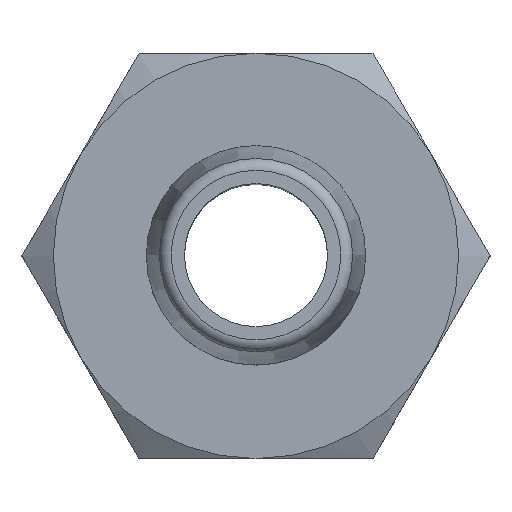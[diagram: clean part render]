
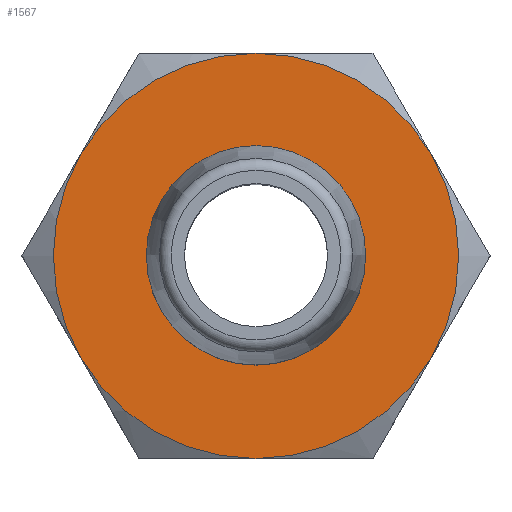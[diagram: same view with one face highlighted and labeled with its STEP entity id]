
A CAD part, top view. The second image highlights one B-rep face of the part: STEP entity #1567.
In plain terms, the highlighted face is planar.
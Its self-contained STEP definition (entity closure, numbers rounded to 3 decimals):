
#720=PLANE('',#1481);
#756=ORIENTED_EDGE('',*,*,#941,.F.);
#757=ORIENTED_EDGE('',*,*,#942,.F.);
#758=ORIENTED_EDGE('',*,*,#943,.F.);
#759=ORIENTED_EDGE('',*,*,#944,.F.);
#760=ORIENTED_EDGE('',*,*,#945,.F.);
#761=ORIENTED_EDGE('',*,*,#946,.F.);
#762=ORIENTED_EDGE('',*,*,#940,.F.);
#866=CIRCLE('',#1480,4.);
#867=CIRCLE('',#1482,8.5);
#868=CIRCLE('',#1483,8.5);
#869=CIRCLE('',#1484,8.5);
#870=CIRCLE('',#1485,8.5);
#871=CIRCLE('',#1486,8.5);
#872=CIRCLE('',#1487,8.5);
#897=VERTEX_POINT('',#1349);
#898=VERTEX_POINT('',#1352);
#899=VERTEX_POINT('',#1353);
#900=VERTEX_POINT('',#1355);
#901=VERTEX_POINT('',#1357);
#902=VERTEX_POINT('',#1359);
#903=VERTEX_POINT('',#1361);
#940=EDGE_CURVE('',#897,#897,#866,.T.);
#941=EDGE_CURVE('',#898,#899,#867,.T.);
#942=EDGE_CURVE('',#900,#898,#868,.T.);
#943=EDGE_CURVE('',#901,#900,#869,.T.);
#944=EDGE_CURVE('',#902,#901,#870,.T.);
#945=EDGE_CURVE('',#903,#902,#871,.T.);
#946=EDGE_CURVE('',#899,#903,#872,.T.);
#1013=EDGE_LOOP('',(#756,#757,#758,#759,#760,#761));
#1014=EDGE_LOOP('',(#762));
#1071=FACE_BOUND('',#1013,.T.);
#1072=FACE_BOUND('',#1014,.T.);
#1161=DIRECTION('',(0.,1.,0.));
#1162=DIRECTION('',(4.,0.,0.));
#1163=DIRECTION('',(0.,1.,0.));
#1164=DIRECTION('',(1.,0.,0.));
#1165=DIRECTION('',(0.,-1.,0.));
#1166=DIRECTION('',(0.,0.,8.5));
#1167=DIRECTION('',(0.,-1.,0.));
#1168=DIRECTION('',(7.361,0.,4.25));
#1169=DIRECTION('',(0.,-1.,0.));
#1170=DIRECTION('',(7.361,0.,-4.25));
#1171=DIRECTION('',(0.,-1.,0.));
#1172=DIRECTION('',(0.,0.,-8.5));
#1173=DIRECTION('',(0.,-1.,0.));
#1174=DIRECTION('',(-7.361,0.,-4.25));
#1175=DIRECTION('',(0.,-1.,0.));
#1176=DIRECTION('',(-7.361,0.,4.25));
#1349=CARTESIAN_POINT('',(25.252,32.778,0.));
#1350=CARTESIAN_POINT('',(21.252,32.778,0.));
#1351=CARTESIAN_POINT('',(21.252,32.778,-8.5));
#1352=CARTESIAN_POINT('',(21.252,32.778,8.5));
#1353=CARTESIAN_POINT('',(13.89,32.778,4.25));
#1354=CARTESIAN_POINT('',(21.252,32.778,0.));
#1355=CARTESIAN_POINT('',(28.613,32.778,4.25));
#1356=CARTESIAN_POINT('',(21.252,32.778,0.));
#1357=CARTESIAN_POINT('',(28.613,32.778,-4.25));
#1358=CARTESIAN_POINT('',(21.252,32.778,0.));
#1359=CARTESIAN_POINT('',(21.252,32.778,-8.5));
#1360=CARTESIAN_POINT('',(21.252,32.778,0.));
#1361=CARTESIAN_POINT('',(13.89,32.778,-4.25));
#1362=CARTESIAN_POINT('',(21.252,32.778,0.));
#1363=CARTESIAN_POINT('',(21.252,32.778,0.));
#1480=AXIS2_PLACEMENT_3D('',#1350,#1161,#1162);
#1481=AXIS2_PLACEMENT_3D('',#1351,#1163,#1164);
#1482=AXIS2_PLACEMENT_3D('',#1354,#1165,#1166);
#1483=AXIS2_PLACEMENT_3D('',#1356,#1167,#1168);
#1484=AXIS2_PLACEMENT_3D('',#1358,#1169,#1170);
#1485=AXIS2_PLACEMENT_3D('',#1360,#1171,#1172);
#1486=AXIS2_PLACEMENT_3D('',#1362,#1173,#1174);
#1487=AXIS2_PLACEMENT_3D('',#1363,#1175,#1176);
#1567=ADVANCED_FACE('',(#1071,#1072),#720,.T.);
